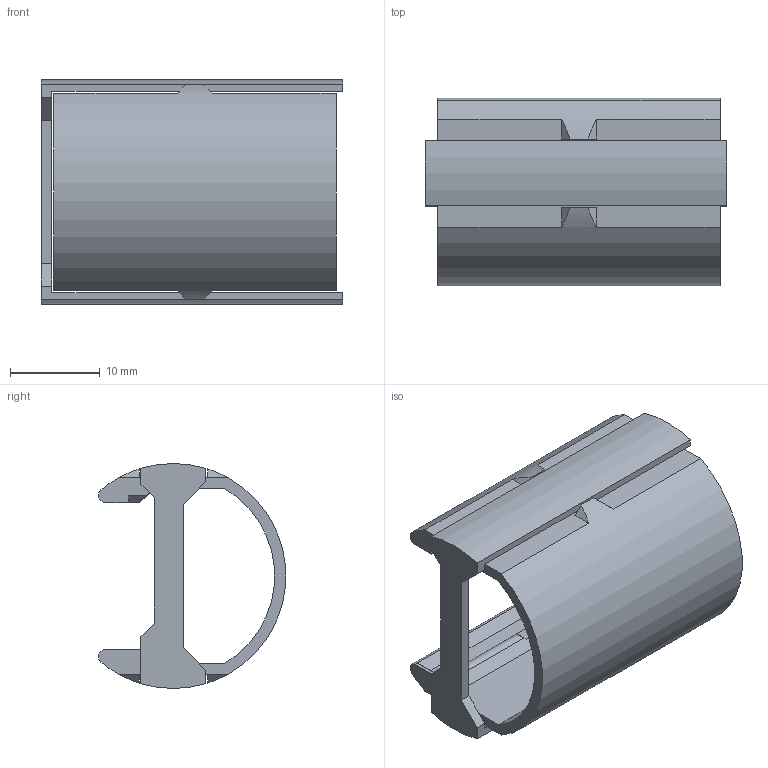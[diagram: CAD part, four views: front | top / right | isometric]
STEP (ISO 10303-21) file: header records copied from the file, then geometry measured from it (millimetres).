
FILE_DESCRIPTION(/* description */ (''),/* implementation_level */ '2;1');
FILE_NAME(/* name */ 'NBv4 Module v12.step',/* time_stamp */ '2020-01-10T16:58:34-05:00',/* author */ (''),/* organization */ (''),/* preprocessor_version */ 'ST-DEVELOPER v18',/* originating_system */ 'Autodesk Translation Framework v8.12.0.6',/* authorisation */ '');
FILE_SCHEMA (('AUTOMOTIVE_DESIGN { 1 0 10303 214 3 1 1 }'));
Length unit declared in the file: millimetre
Products named in the file (3): NBv4 Module; Board Tray; Rails
Assembly tree (2 placements, depth 2):
  NBv4 Module
    Board Tray
    Rails
Bounding box: 33.65 x 20.87 x 25.1 mm (x, y, z)
Volume: 2989.5 mm3; surface area: 5057.7 mm2
Topology: 2 solids, 2 shells, 80 faces, 228 edges, 152 vertices
Faces by surface type: plane 70, cylinder 10
Entity records: 2681 total; most frequent: CARTESIAN_POINT 465, ORIENTED_EDGE 456, DIRECTION 442, EDGE_CURVE 228, LINE 184, VECTOR 184, VERTEX_POINT 152, AXIS2_PLACEMENT_3D 129
